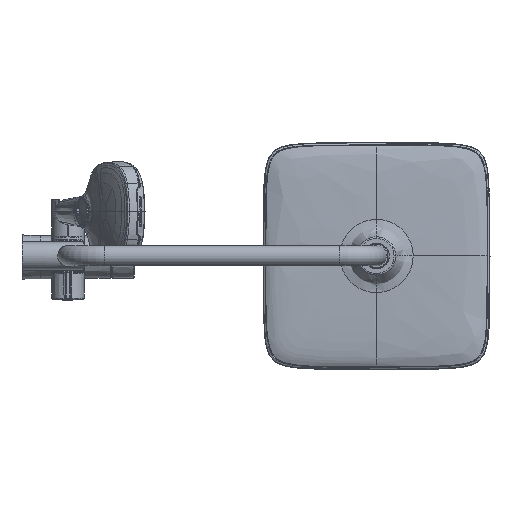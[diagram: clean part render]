
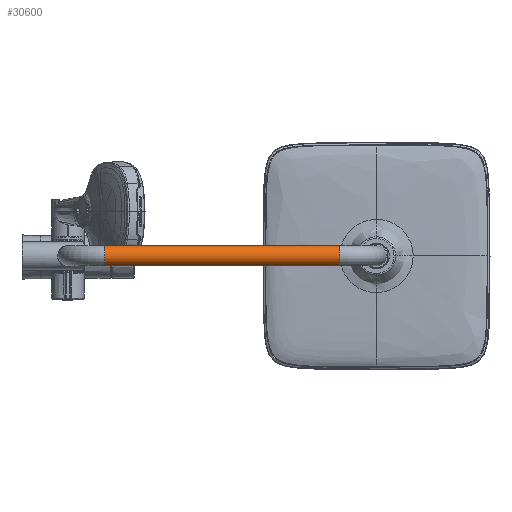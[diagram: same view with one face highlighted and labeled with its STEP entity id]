
A CAD part, top view. The second image highlights one B-rep face of the part: STEP entity #30600.
In plain terms, the highlighted cylindrical face has radius 11 mm (diameter 22 mm), a full revolution.
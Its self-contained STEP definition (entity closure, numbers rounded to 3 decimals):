
#415=CYLINDRICAL_SURFACE('',#40491,11.);
#1700=CIRCLE('',#40490,11.);
#1701=CIRCLE('',#40492,11.);
#5680=ORIENTED_EDGE('',*,*,#11964,.T.);
#5681=ORIENTED_EDGE('',*,*,#11965,.F.);
#11964=EDGE_CURVE('',#16999,#16999,#1700,.F.);
#11965=EDGE_CURVE('',#17000,#17000,#1701,.F.);
#16999=VERTEX_POINT('',#75605);
#17000=VERTEX_POINT('',#75608);
#24625=EDGE_LOOP('',(#5680));
#24626=EDGE_LOOP('',(#5681));
#27694=FACE_BOUND('',#24625,.T.);
#27695=FACE_BOUND('',#24626,.T.);
#30600=ADVANCED_FACE('',(#27694,#27695),#415,.T.);
#40490=AXIS2_PLACEMENT_3D('',#75604,#43562,#43563);
#40491=AXIS2_PLACEMENT_3D('',#75606,#43564,#43565);
#40492=AXIS2_PLACEMENT_3D('',#75607,#43566,#43567);
#43562=DIRECTION('',(1.,0.,0.));
#43563=DIRECTION('',(0.,0.,1.));
#43564=DIRECTION('',(1.,0.,0.));
#43565=DIRECTION('',(0.,0.,-1.));
#43566=DIRECTION('',(1.,0.,0.));
#43567=DIRECTION('',(0.,0.,1.));
#75604=CARTESIAN_POINT('',(299.5,0.,720.026));
#75605=CARTESIAN_POINT('',(299.5,0.,731.026));
#75606=CARTESIAN_POINT('',(40.5,0.,720.026));
#75607=CARTESIAN_POINT('',(40.5,0.,720.026));
#75608=CARTESIAN_POINT('',(40.5,0.,731.026));
